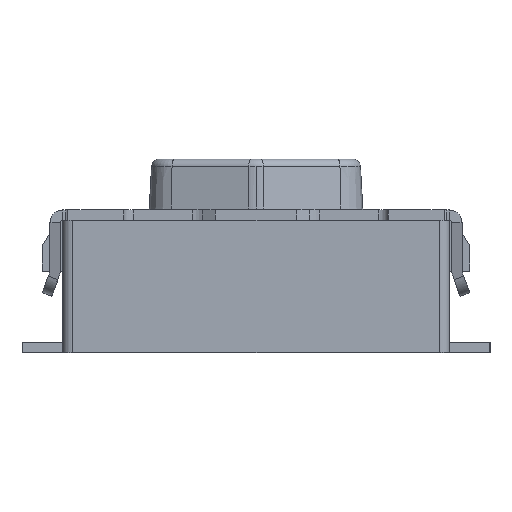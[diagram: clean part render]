
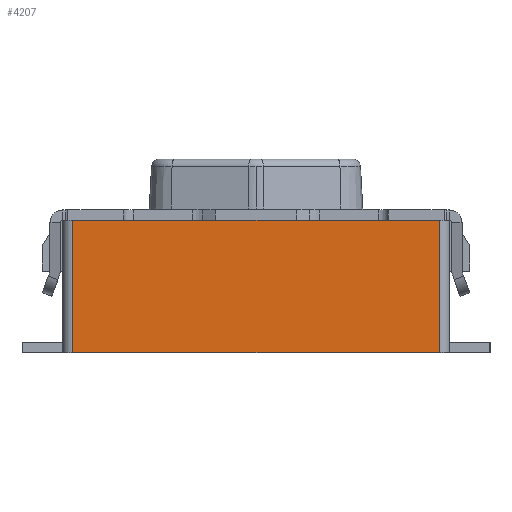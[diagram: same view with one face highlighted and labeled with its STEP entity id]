
A CAD part, top view. The second image highlights one B-rep face of the part: STEP entity #4207.
In plain terms, the highlighted planar face has unit normal (0, 0, 1).
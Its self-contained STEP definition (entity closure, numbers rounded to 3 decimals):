
#736 = CARTESIAN_POINT ( 'NONE',  ( -1.8, 0., 1.4 ) ) ;
#772 = ORIENTED_EDGE ( 'NONE', *, *, #5637, .T. ) ;
#835 = PLANE ( 'NONE',  #2523 ) ;
#876 = CARTESIAN_POINT ( 'NONE',  ( 1.8, 1.3, 1.4 ) ) ;
#882 = LINE ( 'NONE', #4337, #2078 ) ;
#908 = VERTEX_POINT ( 'NONE', #2627 ) ;
#910 = LINE ( 'NONE', #6249, #5690 ) ;
#1413 = CARTESIAN_POINT ( 'NONE',  ( -1.8, 1.3, 1.4 ) ) ;
#1673 = ORIENTED_EDGE ( 'NONE', *, *, #4022, .T. ) ;
#1949 = ORIENTED_EDGE ( 'NONE', *, *, #4733, .F. ) ;
#2066 = FACE_OUTER_BOUND ( 'NONE', #5033, .T. ) ;
#2078 = VECTOR ( 'NONE', #3267, 1000. ) ;
#2303 = LINE ( 'NONE', #1413, #3323 ) ;
#2408 = VECTOR ( 'NONE', #3902, 1000. ) ;
#2523 = AXIS2_PLACEMENT_3D ( 'NONE', #6105, #3208, #3707 ) ;
#2627 = CARTESIAN_POINT ( 'NONE',  ( 1.8, 0., 1.4 ) ) ;
#2848 = EDGE_CURVE ( 'NONE', #4194, #5052, #2303, .T. ) ;
#3208 = DIRECTION ( 'NONE',  ( 0., 0., -1. ) ) ;
#3267 = DIRECTION ( 'NONE',  ( 0., -1., 0. ) ) ;
#3323 = VECTOR ( 'NONE', #3857, 1000. ) ;
#3359 = DIRECTION ( 'NONE',  ( 0., -1., 0. ) ) ;
#3437 = ORIENTED_EDGE ( 'NONE', *, *, #2848, .F. ) ;
#3707 = DIRECTION ( 'NONE',  ( -1., 0., 0. ) ) ;
#3749 = CARTESIAN_POINT ( 'NONE',  ( -1.8, 1.3, 1.4 ) ) ;
#3857 = DIRECTION ( 'NONE',  ( 1., 0., 0. ) ) ;
#3902 = DIRECTION ( 'NONE',  ( 1., 0., 0. ) ) ;
#4022 = EDGE_CURVE ( 'NONE', #5732, #908, #5240, .T. ) ;
#4194 = VERTEX_POINT ( 'NONE', #3749 ) ;
#4207 = ADVANCED_FACE ( 'NONE', ( #2066 ), #835, .F. ) ;
#4337 = CARTESIAN_POINT ( 'NONE',  ( 1.8, 1.3, 1.4 ) ) ;
#4733 = EDGE_CURVE ( 'NONE', #5052, #908, #882, .T. ) ;
#5033 = EDGE_LOOP ( 'NONE', ( #1673, #1949, #3437, #772 ) ) ;
#5052 = VERTEX_POINT ( 'NONE', #876 ) ;
#5240 = LINE ( 'NONE', #6285, #2408 ) ;
#5637 = EDGE_CURVE ( 'NONE', #4194, #5732, #910, .T. ) ;
#5690 = VECTOR ( 'NONE', #3359, 1000. ) ;
#5732 = VERTEX_POINT ( 'NONE', #736 ) ;
#6105 = CARTESIAN_POINT ( 'NONE',  ( -1.8, 1.3, 1.4 ) ) ;
#6249 = CARTESIAN_POINT ( 'NONE',  ( -1.8, 1.3, 1.4 ) ) ;
#6285 = CARTESIAN_POINT ( 'NONE',  ( -1.8, 0., 1.4 ) ) ;
